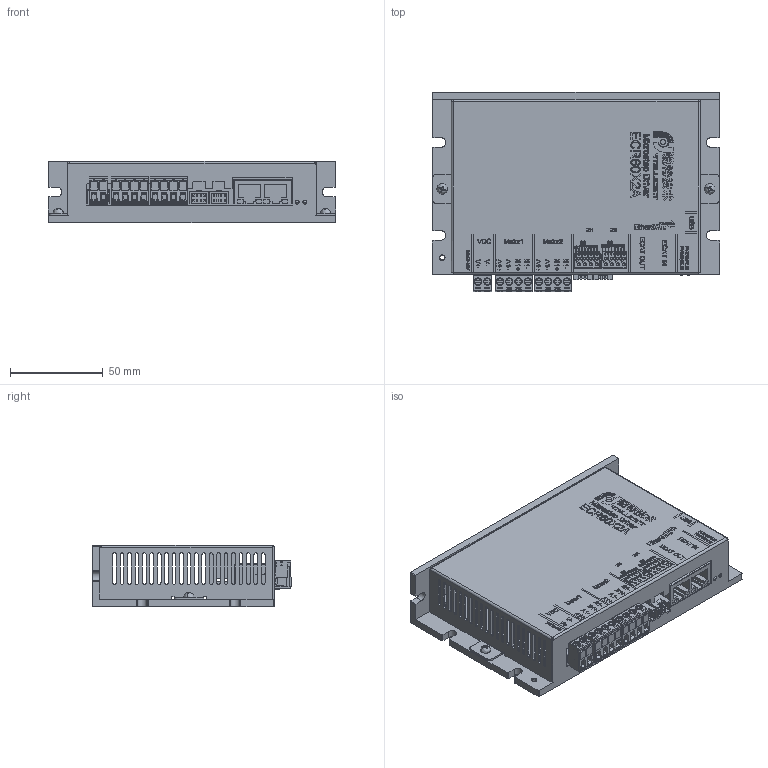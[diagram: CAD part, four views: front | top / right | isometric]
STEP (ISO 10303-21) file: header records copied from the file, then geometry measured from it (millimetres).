
FILE_DESCRIPTION((''),'2;1');
FILE_NAME('RT-ECR60X2A_A','2025-03-20T18:19:15',('ruiwe'),(''),'CREO PARAMETRIC BY PTC INC, 2021063','CREO PARAMETRIC BY PTC INC, 2021063','');
FILE_SCHEMA(('CONFIG_CONTROL_DESIGN','SHAPE_APPEARANCE_LAYERS_GROUPS'));
Products named in the file (1): RT-ECR60X2A_A
Bounding box: 155 x 107.34 x 33 mm (x, y, z)
Volume: 126168.1 mm3; surface area: 125079.6 mm2
Topology: 12 solids, 235 shells, 4180 faces, 14236 edges, 10393 vertices
Faces by surface type: plane 2735, cylinder 871, bspline 291, torus 154, cone 113, sphere 16
Entity records: 183423 total; most frequent: CARTESIAN_POINT 50360, ORIENTED_EDGE 24903, DIRECTION 21243, EDGE_CURVE 14220, VERTEX_POINT 10431, VECTOR 9433, LINE 9433, AXIS2_PLACEMENT_3D 5905
